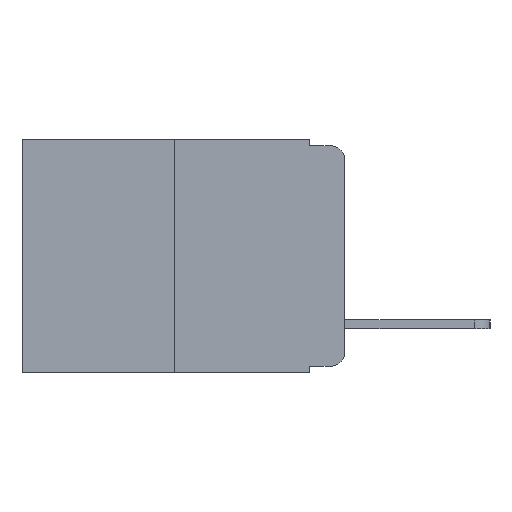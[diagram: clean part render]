
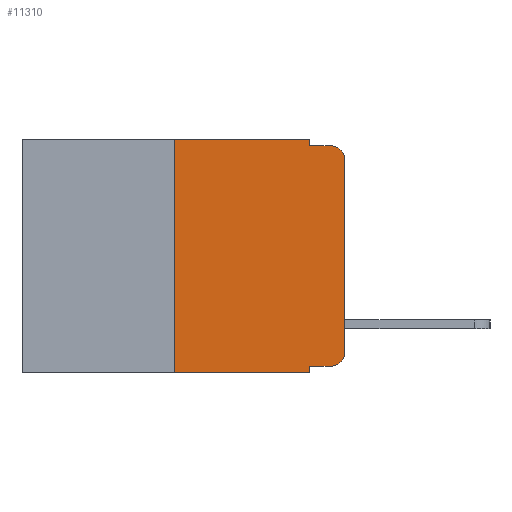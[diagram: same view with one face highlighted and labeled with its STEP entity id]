
A CAD part, left-side view. The second image highlights one B-rep face of the part: STEP entity #11310.
In plain terms, the highlighted planar face has unit normal (-1, 0, 0).
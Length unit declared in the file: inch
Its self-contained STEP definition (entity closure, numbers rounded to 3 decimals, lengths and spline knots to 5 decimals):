
#236 = LINE ( 'NONE', #6597, #6939 ) ;
#305 = ORIENTED_EDGE ( 'NONE', *, *, #10408, .T. ) ;
#363 = ORIENTED_EDGE ( 'NONE', *, *, #9501, .T. ) ;
#433 = VERTEX_POINT ( 'NONE', #7473 ) ;
#500 = ORIENTED_EDGE ( 'NONE', *, *, #8576, .F. ) ;
#584 = DIRECTION ( 'NONE',  ( 0., 0., -1. ) ) ;
#717 = CARTESIAN_POINT ( 'NONE',  ( 0., 0.051, 0. ) ) ;
#850 = AXIS2_PLACEMENT_3D ( 'NONE', #3219, #12842, #4614 ) ;
#954 = ORIENTED_EDGE ( 'NONE', *, *, #11881, .T. ) ;
#974 = ORIENTED_EDGE ( 'NONE', *, *, #7627, .F. ) ;
#1020 = LINE ( 'NONE', #14142, #11320 ) ;
#1129 = VERTEX_POINT ( 'NONE', #12323 ) ;
#1202 = AXIS2_PLACEMENT_3D ( 'NONE', #11941, #7871, #17279 ) ;
#1277 = DIRECTION ( 'NONE',  ( 0., -1., 0. ) ) ;
#1342 = CIRCLE ( 'NONE', #8735, 0.02 ) ;
#1352 = ORIENTED_EDGE ( 'NONE', *, *, #5789, .F. ) ;
#1384 = VERTEX_POINT ( 'NONE', #12595 ) ;
#1625 = LINE ( 'NONE', #9074, #9512 ) ;
#1776 = DIRECTION ( 'NONE',  ( 0., 0., 1. ) ) ;
#2205 = DIRECTION ( 'NONE',  ( 0., 0., -1. ) ) ;
#2288 = VECTOR ( 'NONE', #1277, 39.37008 ) ;
#2373 = CARTESIAN_POINT ( 'NONE',  ( 0., 0.02, -0.01 ) ) ;
#3219 = CARTESIAN_POINT ( 'NONE',  ( 0., 0.02, -0.313 ) ) ;
#3664 = VERTEX_POINT ( 'NONE', #2373 ) ;
#3924 = EDGE_CURVE ( 'NONE', #1129, #16846, #7958, .T. ) ;
#3994 = ORIENTED_EDGE ( 'NONE', *, *, #6594, .F. ) ;
#4098 = VERTEX_POINT ( 'NONE', #13128 ) ;
#4459 = ORIENTED_EDGE ( 'NONE', *, *, #3924, .T. ) ;
#4614 = DIRECTION ( 'NONE',  ( 0., 0., -1. ) ) ;
#4828 = VECTOR ( 'NONE', #2205, 39.37008 ) ;
#4865 = EDGE_CURVE ( 'NONE', #13031, #1129, #15292, .T. ) ;
#5257 = FACE_OUTER_BOUND ( 'NONE', #16003, .T. ) ;
#5455 = VECTOR ( 'NONE', #16914, 39.37008 ) ;
#5480 = ORIENTED_EDGE ( 'NONE', *, *, #4865, .T. ) ;
#5789 = EDGE_CURVE ( 'NONE', #13031, #1384, #12554, .T. ) ;
#6057 = CARTESIAN_POINT ( 'NONE',  ( 0., 0.051, -0.333 ) ) ;
#6478 = PLANE ( 'NONE',  #1202 ) ;
#6587 = ORIENTED_EDGE ( 'NONE', *, *, #6697, .F. ) ;
#6594 = EDGE_CURVE ( 'NONE', #10445, #8581, #236, .T. ) ;
#6597 = CARTESIAN_POINT ( 'NONE',  ( 0., 0.473, 0. ) ) ;
#6697 = EDGE_CURVE ( 'NONE', #16396, #10445, #9770, .T. ) ;
#6892 = CARTESIAN_POINT ( 'NONE',  ( 0., 0.051, -0.01 ) ) ;
#6939 = VECTOR ( 'NONE', #17389, 39.37008 ) ;
#7040 = CARTESIAN_POINT ( 'NONE',  ( 0., 0.051, -0.333 ) ) ;
#7402 = CARTESIAN_POINT ( 'NONE',  ( 0., 0.25, 0. ) ) ;
#7473 = CARTESIAN_POINT ( 'NONE',  ( 0., 0., -0.03 ) ) ;
#7627 = EDGE_CURVE ( 'NONE', #8581, #4098, #1625, .T. ) ;
#7871 = DIRECTION ( 'NONE',  ( 1., 0., 0. ) ) ;
#7958 = CIRCLE ( 'NONE', #850, 0.02 ) ;
#8241 = CARTESIAN_POINT ( 'NONE',  ( 0., 0.02, -0.03 ) ) ;
#8576 = EDGE_CURVE ( 'NONE', #4098, #3664, #10154, .T. ) ;
#8581 = VERTEX_POINT ( 'NONE', #15100 ) ;
#8735 = AXIS2_PLACEMENT_3D ( 'NONE', #8241, #17610, #9633 ) ;
#8919 = VECTOR ( 'NONE', #14982, 39.37008 ) ;
#9074 = CARTESIAN_POINT ( 'NONE',  ( 0., 0.051, 0. ) ) ;
#9501 = EDGE_CURVE ( 'NONE', #433, #3664, #1342, .T. ) ;
#9512 = VECTOR ( 'NONE', #584, 39.37008 ) ;
#9633 = DIRECTION ( 'NONE',  ( 0., 0., -1. ) ) ;
#9770 = LINE ( 'NONE', #13654, #8919 ) ;
#10154 = LINE ( 'NONE', #6892, #2288 ) ;
#10408 = EDGE_CURVE ( 'NONE', #16846, #433, #1020, .T. ) ;
#10445 = VERTEX_POINT ( 'NONE', #7402 ) ;
#11310 = ADVANCED_FACE ( 'NONE', ( #5257 ), #6478, .F. ) ;
#11320 = VECTOR ( 'NONE', #1776, 39.37008 ) ;
#11881 = EDGE_CURVE ( 'NONE', #16396, #1384, #16674, .T. ) ;
#11941 = CARTESIAN_POINT ( 'NONE',  ( 0., 0.473, 0. ) ) ;
#12164 = VECTOR ( 'NONE', #13864, 39.37008 ) ;
#12323 = CARTESIAN_POINT ( 'NONE',  ( 0., 0.02, -0.333 ) ) ;
#12554 = LINE ( 'NONE', #717, #4828 ) ;
#12595 = CARTESIAN_POINT ( 'NONE',  ( 0., 0.051, -0.343 ) ) ;
#12842 = DIRECTION ( 'NONE',  ( -1., 0., 0. ) ) ;
#13031 = VERTEX_POINT ( 'NONE', #6057 ) ;
#13128 = CARTESIAN_POINT ( 'NONE',  ( 0., 0.051, -0.01 ) ) ;
#13217 = CARTESIAN_POINT ( 'NONE',  ( 0., 0.25, -0.343 ) ) ;
#13654 = CARTESIAN_POINT ( 'NONE',  ( 0., 0.25, 0. ) ) ;
#13864 = DIRECTION ( 'NONE',  ( 0., -1., 0. ) ) ;
#14142 = CARTESIAN_POINT ( 'NONE',  ( 0., 0., 0. ) ) ;
#14982 = DIRECTION ( 'NONE',  ( 0., 0., 1. ) ) ;
#15100 = CARTESIAN_POINT ( 'NONE',  ( 0., 0.051, 0. ) ) ;
#15292 = LINE ( 'NONE', #7040, #12164 ) ;
#15532 = CARTESIAN_POINT ( 'NONE',  ( 0., 0.473, -0.343 ) ) ;
#16003 = EDGE_LOOP ( 'NONE', ( #305, #363, #500, #974, #3994, #6587, #954, #1352, #5480, #4459 ) ) ;
#16396 = VERTEX_POINT ( 'NONE', #13217 ) ;
#16674 = LINE ( 'NONE', #15532, #5455 ) ;
#16846 = VERTEX_POINT ( 'NONE', #16888 ) ;
#16888 = CARTESIAN_POINT ( 'NONE',  ( 0., 0., -0.313 ) ) ;
#16914 = DIRECTION ( 'NONE',  ( 0., -1., 0. ) ) ;
#17279 = DIRECTION ( 'NONE',  ( 0., 0., -1. ) ) ;
#17389 = DIRECTION ( 'NONE',  ( 0., -1., 0. ) ) ;
#17610 = DIRECTION ( 'NONE',  ( -1., 0., 0. ) ) ;
